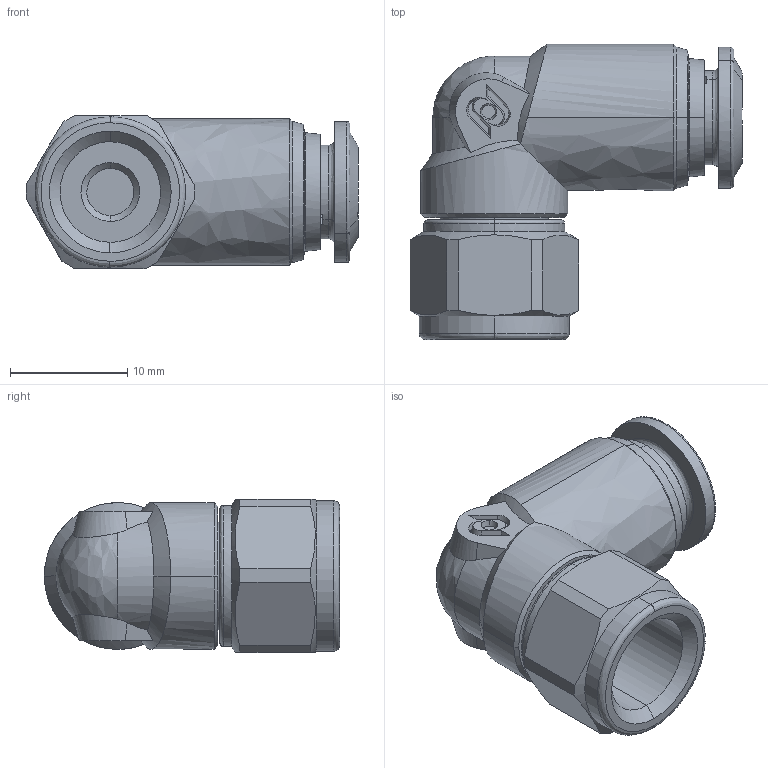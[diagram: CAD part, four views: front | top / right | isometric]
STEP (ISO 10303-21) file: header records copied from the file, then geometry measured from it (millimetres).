
FILE_DESCRIPTION (( 'STEP AP214' ), '1' );
FILE_NAME ('PLF06-G01_ME.STEP', '2018-09-06T13:05:16', ( '' ), ( '' ), 'SwSTEP 2.0', 'SolidWorks 2018', '' );
FILE_SCHEMA (( 'AUTOMOTIVE_DESIGN' ));
Length unit declared in the file: millimetre
Products named in the file (1): PLF06-G01_ME
Bounding box: 28.28 x 25.15 x 13.04 mm (x, y, z)
Volume: 3889.4 mm3; surface area: 2385.4 mm2
Topology: 1 solids, 1 shells, 138 faces, 356 edges, 229 vertices
Faces by surface type: bspline 138
Entity records: 6101 total; most frequent: CARTESIAN_POINT 4005, ORIENTED_EDGE 706, EDGE_CURVE 353, B_SPLINE_CURVE_WITH_KNOTS 248, VERTEX_POINT 229, EDGE_LOOP 154, ADVANCED_FACE 138, FACE_OUTER_BOUND 138
